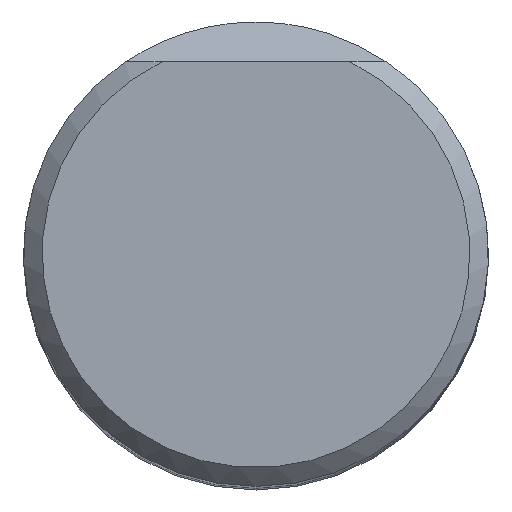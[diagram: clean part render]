
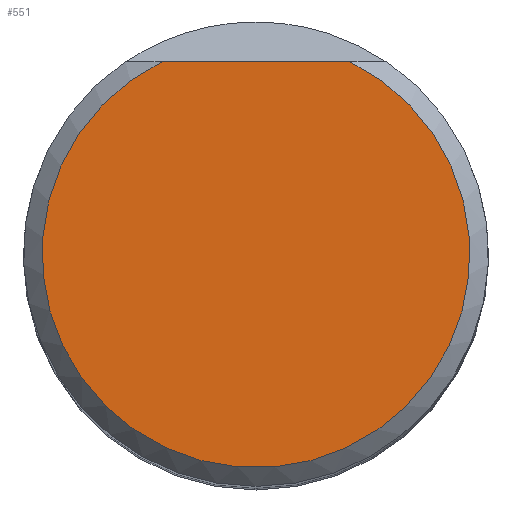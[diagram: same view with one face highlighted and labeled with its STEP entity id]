
A CAD part, top view. The second image highlights one B-rep face of the part: STEP entity #551.
In plain terms, the highlighted face is planar.
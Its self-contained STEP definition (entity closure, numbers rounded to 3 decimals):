
#112=DIRECTION('',(-1.,0.,0.));
#113=VECTOR('',#112,10.087);
#114=CARTESIAN_POINT('',(5.044,10.335,0.));
#115=LINE('',#114,#113);
#119=CARTESIAN_POINT('',(0.,0.,0.));
#120=DIRECTION('',(0.,0.,-1.));
#121=DIRECTION('',(0.439,0.899,0.));
#122=AXIS2_PLACEMENT_3D('',#119,#120,#121);
#139=CARTESIAN_POINT('',(-5.044,10.335,0.));
#144=CARTESIAN_POINT('',(5.044,10.335,0.));
#504=VERTEX_POINT('',#139);
#515=VERTEX_POINT('',#144);
#540=CARTESIAN_POINT('',(0.,0.,0.));
#541=DIRECTION('',(0.,0.,-1.));
#542=DIRECTION('',(0.,-1.,0.));
#543=AXIS2_PLACEMENT_3D('',#540,#541,#542);
#544=PLANE('',#543);
#546=ORIENTED_EDGE('',*,*,#545,.F.);
#548=ORIENTED_EDGE('',*,*,#547,.T.);
#549=EDGE_LOOP('',(#546,#548));
#550=FACE_OUTER_BOUND('',#549,.F.);
#123=CIRCLE('',#122,11.5);
#545=EDGE_CURVE('',#515,#504,#123,.T.);
#547=EDGE_CURVE('',#515,#504,#115,.T.);
#551=ADVANCED_FACE('',(#550),#544,.T.);
